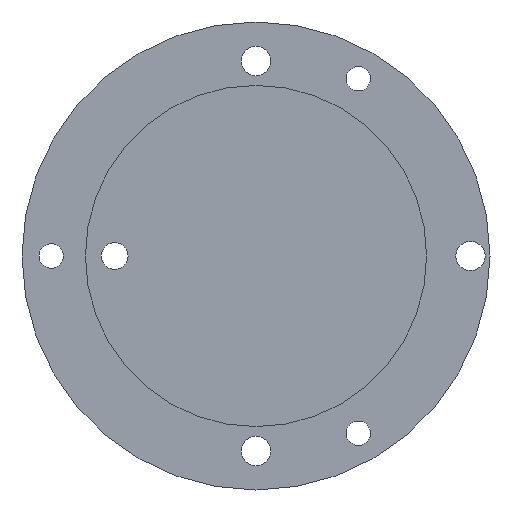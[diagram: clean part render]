
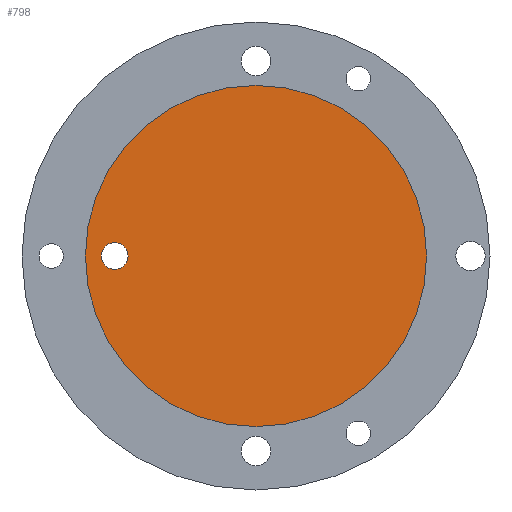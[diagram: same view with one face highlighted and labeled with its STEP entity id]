
A CAD part, left-side view. The second image highlights one B-rep face of the part: STEP entity #798.
In plain terms, the highlighted planar face has unit normal (-1, 0, 0).
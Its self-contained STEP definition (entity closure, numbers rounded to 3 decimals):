
#7 = EDGE_CURVE ( 'NONE', #1327, #1364, #759, .T. ) ;
#137 = DIRECTION ( 'NONE',  ( 0., 0., 1. ) ) ;
#141 = DIRECTION ( 'NONE',  ( -1., 0., 0. ) ) ;
#143 = CARTESIAN_POINT ( 'NONE',  ( 0., 29., 0. ) ) ;
#172 = AXIS2_PLACEMENT_3D ( 'NONE', #143, #141, #137 ) ;
#229 = CIRCLE ( 'NONE', #1092, 35. ) ;
#284 = EDGE_CURVE ( 'NONE', #1440, #1361, #695, .T. ) ;
#299 = DIRECTION ( 'NONE',  ( 0., 0., 1. ) ) ;
#308 = DIRECTION ( 'NONE',  ( -1., 0., 0. ) ) ;
#315 = CARTESIAN_POINT ( 'NONE',  ( 0., 0., 0. ) ) ;
#458 = CARTESIAN_POINT ( 'NONE',  ( 0., 0., -35. ) ) ;
#478 = FACE_BOUND ( 'NONE', #954, .T. ) ;
#486 = FACE_OUTER_BOUND ( 'NONE', #979, .T. ) ;
#490 = AXIS2_PLACEMENT_3D ( 'NONE', #1493, #1679, #1511 ) ;
#555 = CIRCLE ( 'NONE', #172, 2.75 ) ;
#695 = CIRCLE ( 'NONE', #1495, 35. ) ;
#704 = EDGE_CURVE ( 'NONE', #1364, #1327, #555, .T. ) ;
#744 = CARTESIAN_POINT ( 'NONE',  ( 0., 29., 2.75 ) ) ;
#759 = CIRCLE ( 'NONE', #490, 2.75 ) ;
#798 = ADVANCED_FACE ( 'NONE', ( #478, #486 ), #1110, .T. ) ;
#809 = ORIENTED_EDGE ( 'NONE', *, *, #7, .F. ) ;
#811 = ORIENTED_EDGE ( 'NONE', *, *, #704, .F. ) ;
#812 = ORIENTED_EDGE ( 'NONE', *, *, #1482, .T. ) ;
#814 = ORIENTED_EDGE ( 'NONE', *, *, #284, .T. ) ;
#825 = CARTESIAN_POINT ( 'NONE',  ( 0., 0., 35. ) ) ;
#869 = DIRECTION ( 'NONE',  ( 0., 0., 1. ) ) ;
#915 = CARTESIAN_POINT ( 'NONE',  ( 0., 29., -2.75 ) ) ;
#954 = EDGE_LOOP ( 'NONE', ( #809, #811 ) ) ;
#979 = EDGE_LOOP ( 'NONE', ( #812, #814 ) ) ;
#1035 = DIRECTION ( 'NONE',  ( 0., 0., 1. ) ) ;
#1049 = DIRECTION ( 'NONE',  ( -1., 0., 0. ) ) ;
#1092 = AXIS2_PLACEMENT_3D ( 'NONE', #315, #308, #299 ) ;
#1110 = PLANE ( 'NONE',  #1564 ) ;
#1157 = CARTESIAN_POINT ( 'NONE',  ( 0., 0., 0. ) ) ;
#1196 = DIRECTION ( 'NONE',  ( -1., 0., 0. ) ) ;
#1327 = VERTEX_POINT ( 'NONE', #915 ) ;
#1361 = VERTEX_POINT ( 'NONE', #825 ) ;
#1364 = VERTEX_POINT ( 'NONE', #744 ) ;
#1440 = VERTEX_POINT ( 'NONE', #458 ) ;
#1482 = EDGE_CURVE ( 'NONE', #1361, #1440, #229, .T. ) ;
#1493 = CARTESIAN_POINT ( 'NONE',  ( 0., 29., 0. ) ) ;
#1495 = AXIS2_PLACEMENT_3D ( 'NONE', #1567, #1196, #869 ) ;
#1511 = DIRECTION ( 'NONE',  ( 0., 0., 1. ) ) ;
#1564 = AXIS2_PLACEMENT_3D ( 'NONE', #1157, #1049, #1035 ) ;
#1567 = CARTESIAN_POINT ( 'NONE',  ( 0., 0., 0. ) ) ;
#1679 = DIRECTION ( 'NONE',  ( -1., 0., 0. ) ) ;
